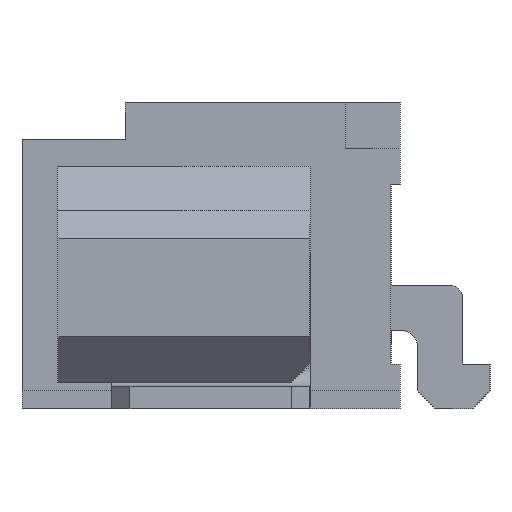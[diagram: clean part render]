
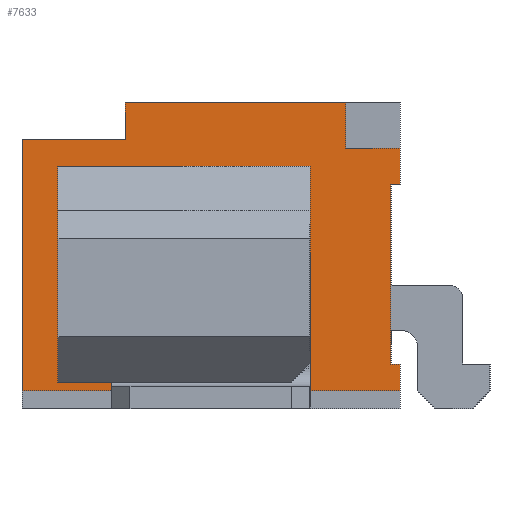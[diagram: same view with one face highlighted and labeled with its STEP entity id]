
A CAD part, left-side view. The second image highlights one B-rep face of the part: STEP entity #7633.
In plain terms, the highlighted planar face has unit normal (-1, 0, 0).
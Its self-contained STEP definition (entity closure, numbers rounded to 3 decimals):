
#105=DIRECTION('',(0.,0.,1.));
#106=VECTOR('',#105,0.3);
#107=CARTESIAN_POINT('',(-9.,-3.225,-1.6));
#108=LINE('',#107,#106);
#285=DIRECTION('',(0.,0.,1.));
#286=VECTOR('',#285,0.4);
#287=CARTESIAN_POINT('',(-9.,-3.225,0.7));
#288=LINE('',#287,#286);
#289=DIRECTION('',(0.,0.,1.));
#290=VECTOR('',#289,2.4);
#291=CARTESIAN_POINT('',(-9.,-2.225,-1.5));
#292=LINE('',#291,#290);
#293=DIRECTION('',(0.,-1.,0.));
#294=VECTOR('',#293,2.8);
#295=CARTESIAN_POINT('',(-9.,0.575,0.9));
#296=LINE('',#295,#294);
#297=DIRECTION('',(0.,0.,1.));
#298=VECTOR('',#297,2.4);
#299=CARTESIAN_POINT('',(-9.,0.575,-1.5));
#300=LINE('',#299,#298);
#301=DIRECTION('',(0.,-1.,0.));
#302=VECTOR('',#301,2.8);
#303=CARTESIAN_POINT('',(-9.,0.575,-1.5));
#304=LINE('',#303,#302);
#305=DIRECTION('',(0.,1.,0.));
#306=VECTOR('',#305,0.6);
#307=CARTESIAN_POINT('',(-9.,-3.225,1.1));
#308=LINE('',#307,#306);
#309=DIRECTION('',(0.,1.,0.));
#310=VECTOR('',#309,0.1);
#311=CARTESIAN_POINT('',(-9.,-3.225,0.7));
#312=LINE('',#311,#310);
#313=DIRECTION('',(0.,0.,1.));
#314=VECTOR('',#313,2.);
#315=CARTESIAN_POINT('',(-9.,-3.125,-1.3));
#316=LINE('',#315,#314);
#317=DIRECTION('',(0.,1.,0.));
#318=VECTOR('',#317,0.1);
#319=CARTESIAN_POINT('',(-9.,-3.225,-1.3));
#320=LINE('',#319,#318);
#321=DIRECTION('',(0.,-1.,0.));
#322=VECTOR('',#321,4.2);
#323=CARTESIAN_POINT('',(-9.,0.975,-1.6));
#324=LINE('',#323,#322);
#325=DIRECTION('',(0.,0.,1.));
#326=VECTOR('',#325,2.8);
#327=CARTESIAN_POINT('',(-9.,0.975,-1.6));
#328=LINE('',#327,#326);
#329=DIRECTION('',(0.,-1.,0.));
#330=VECTOR('',#329,1.15);
#331=CARTESIAN_POINT('',(-9.,0.975,1.2));
#332=LINE('',#331,#330);
#333=DIRECTION('',(0.,0.,-1.));
#334=VECTOR('',#333,0.4);
#335=CARTESIAN_POINT('',(-9.,-0.175,1.6));
#336=LINE('',#335,#334);
#337=DIRECTION('',(0.,0.,-1.));
#338=VECTOR('',#337,0.5);
#339=CARTESIAN_POINT('',(-9.,-2.625,1.6));
#340=LINE('',#339,#338);
#1402=DIRECTION('',(0.,-1.,0.));
#1403=VECTOR('',#1402,2.45);
#1404=CARTESIAN_POINT('',(-9.,-0.175,1.6));
#1405=LINE('',#1404,#1403);
#5571=CARTESIAN_POINT('',(-9.,-0.175,1.6));
#5573=VERTEX_POINT('',#5571);
#5583=CARTESIAN_POINT('',(-9.,0.975,1.2));
#5584=CARTESIAN_POINT('',(-9.,-0.175,1.2));
#5585=VERTEX_POINT('',#5583);
#5586=VERTEX_POINT('',#5584);
#5627=CARTESIAN_POINT('',(-9.,-2.225,-1.5));
#5628=CARTESIAN_POINT('',(-9.,-2.225,0.9));
#5629=VERTEX_POINT('',#5627);
#5630=VERTEX_POINT('',#5628);
#5631=CARTESIAN_POINT('',(-9.,0.575,0.9));
#5632=VERTEX_POINT('',#5631);
#5633=CARTESIAN_POINT('',(-9.,0.575,-1.5));
#5634=VERTEX_POINT('',#5633);
#5775=CARTESIAN_POINT('',(-9.,-3.225,-1.3));
#5776=CARTESIAN_POINT('',(-9.,-3.125,-1.3));
#5777=VERTEX_POINT('',#5775);
#5778=VERTEX_POINT('',#5776);
#5779=CARTESIAN_POINT('',(-9.,-3.125,0.7));
#5780=VERTEX_POINT('',#5779);
#5781=CARTESIAN_POINT('',(-9.,-3.225,0.7));
#5782=VERTEX_POINT('',#5781);
#5881=CARTESIAN_POINT('',(-9.,-2.625,1.6));
#5882=VERTEX_POINT('',#5881);
#5883=CARTESIAN_POINT('',(-9.,-3.225,1.1));
#5884=CARTESIAN_POINT('',(-9.,-2.625,1.1));
#5885=VERTEX_POINT('',#5883);
#5886=VERTEX_POINT('',#5884);
#6259=CARTESIAN_POINT('',(-9.,0.975,-1.6));
#6260=CARTESIAN_POINT('',(-9.,-3.225,-1.6));
#6261=VERTEX_POINT('',#6259);
#6262=VERTEX_POINT('',#6260);
#7595=CARTESIAN_POINT('',(-9.,0.975,-1.8));
#7596=DIRECTION('',(-1.,0.,0.));
#7597=DIRECTION('',(0.,-1.,0.));
#7598=AXIS2_PLACEMENT_3D('',#7595,#7596,#7597);
#7599=PLANE('',#7598);
#7601=ORIENTED_EDGE('',*,*,#7600,.F.);
#7602=ORIENTED_EDGE('',*,*,#7575,.F.);
#7604=ORIENTED_EDGE('',*,*,#7603,.T.);
#7606=ORIENTED_EDGE('',*,*,#7605,.F.);
#7607=ORIENTED_EDGE('',*,*,#7585,.F.);
#7608=ORIENTED_EDGE('',*,*,#7447,.F.);
#7610=ORIENTED_EDGE('',*,*,#7609,.F.);
#7612=ORIENTED_EDGE('',*,*,#7611,.T.);
#7614=ORIENTED_EDGE('',*,*,#7613,.T.);
#7616=ORIENTED_EDGE('',*,*,#7615,.F.);
#7618=ORIENTED_EDGE('',*,*,#7617,.T.);
#7620=ORIENTED_EDGE('',*,*,#7619,.T.);
#7621=EDGE_LOOP('',(#7601,#7602,#7604,#7606,#7607,#7608,#7610,#7612,#7614,#7616,
#7618,#7620));
#7622=FACE_OUTER_BOUND('',#7621,.F.);
#7624=ORIENTED_EDGE('',*,*,#7623,.T.);
#7626=ORIENTED_EDGE('',*,*,#7625,.F.);
#7628=ORIENTED_EDGE('',*,*,#7627,.F.);
#7630=ORIENTED_EDGE('',*,*,#7629,.T.);
#7631=EDGE_LOOP('',(#7624,#7626,#7628,#7630));
#7632=FACE_BOUND('',#7631,.F.);
#7633=ADVANCED_FACE('',(#7622,#7632),#7599,.T.);
#7447=EDGE_CURVE('',#6262,#5777,#108,.T.);
#7575=EDGE_CURVE('',#5782,#5885,#288,.T.);
#7585=EDGE_CURVE('',#5777,#5778,#320,.T.);
#7600=EDGE_CURVE('',#5885,#5886,#308,.T.);
#7603=EDGE_CURVE('',#5782,#5780,#312,.T.);
#7605=EDGE_CURVE('',#5778,#5780,#316,.T.);
#7609=EDGE_CURVE('',#6261,#6262,#324,.T.);
#7611=EDGE_CURVE('',#6261,#5585,#328,.T.);
#7613=EDGE_CURVE('',#5585,#5586,#332,.T.);
#7615=EDGE_CURVE('',#5573,#5586,#336,.T.);
#7617=EDGE_CURVE('',#5573,#5882,#1405,.T.);
#7619=EDGE_CURVE('',#5882,#5886,#340,.T.);
#7623=EDGE_CURVE('',#5629,#5630,#292,.T.);
#7625=EDGE_CURVE('',#5632,#5630,#296,.T.);
#7627=EDGE_CURVE('',#5634,#5632,#300,.T.);
#7629=EDGE_CURVE('',#5634,#5629,#304,.T.);
